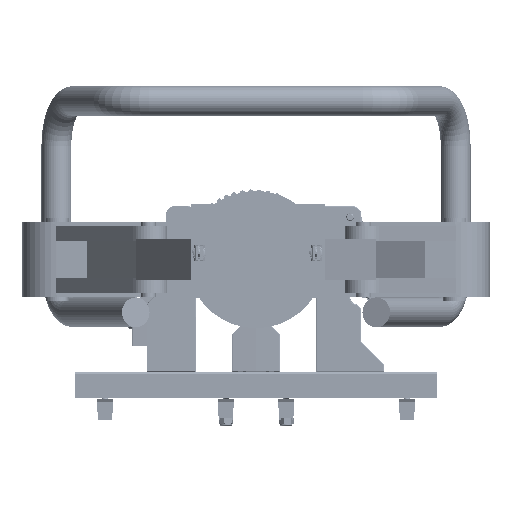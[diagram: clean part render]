
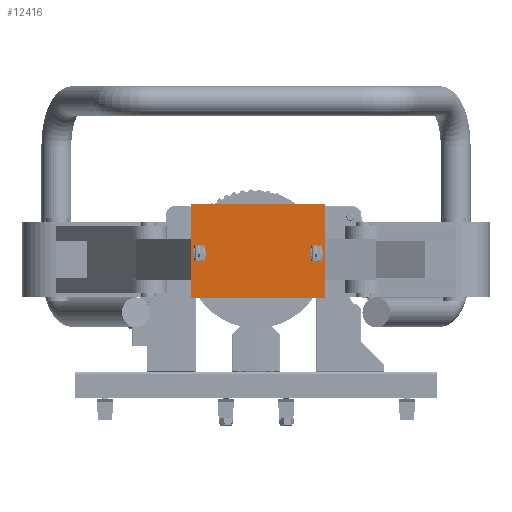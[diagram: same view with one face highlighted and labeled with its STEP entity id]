
A CAD part, front view. The second image highlights one B-rep face of the part: STEP entity #12416.
In plain terms, the highlighted planar face has unit normal (0, -1, 0).
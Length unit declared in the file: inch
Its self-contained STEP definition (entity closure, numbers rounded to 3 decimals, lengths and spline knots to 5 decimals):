
#1273 = VECTOR ( 'NONE', #23041, 39.37008 ) ;
#1678 = EDGE_CURVE ( 'NONE', #64975, #71623, #47289, .T. ) ;
#7418 = CARTESIAN_POINT ( 'NONE',  ( 1.9375, -1.5, 1.63281 ) ) ;
#7453 = EDGE_LOOP ( 'NONE', ( #61362, #33718 ) ) ;
#9065 = ORIENTED_EDGE ( 'NONE', *, *, #21432, .T. ) ;
#12416 = ADVANCED_FACE ( 'NONE', ( #66433, #84433, #25521 ), #53477, .F. ) ;
#12932 = VECTOR ( 'NONE', #86817, 39.37008 ) ;
#13066 = ORIENTED_EDGE ( 'NONE', *, *, #65693, .T. ) ;
#13631 = CIRCLE ( 'NONE', #63358, 0.13281 ) ;
#14606 = AXIS2_PLACEMENT_3D ( 'NONE', #17630, #71340, #25288 ) ;
#16071 = AXIS2_PLACEMENT_3D ( 'NONE', #31226, #85029, #38991 ) ;
#17630 = CARTESIAN_POINT ( 'NONE',  ( 1.9375, -1.5, 1.5 ) ) ;
#18713 = CARTESIAN_POINT ( 'NONE',  ( -1.9375, -1.5, 1.63281 ) ) ;
#19468 = LINE ( 'NONE', #83921, #39894 ) ;
#21432 = EDGE_CURVE ( 'NONE', #60232, #95846, #36454, .T. ) ;
#22321 = CARTESIAN_POINT ( 'NONE',  ( 2.21875, -1.5, 3.125 ) ) ;
#22459 = DIRECTION ( 'NONE',  ( 1., 0., 0. ) ) ;
#23041 = DIRECTION ( 'NONE',  ( 1., 0., 0. ) ) ;
#23067 = EDGE_CURVE ( 'NONE', #43783, #74922, #88144, .T. ) ;
#24719 = EDGE_CURVE ( 'NONE', #95846, #60232, #71096, .T. ) ;
#25288 = DIRECTION ( 'NONE',  ( 0., 0., 1. ) ) ;
#25521 = FACE_OUTER_BOUND ( 'NONE', #81017, .T. ) ;
#27310 = CARTESIAN_POINT ( 'NONE',  ( -1.9375, -1.5, 1.5 ) ) ;
#29210 = CARTESIAN_POINT ( 'NONE',  ( -2.21875, -1.5, 3.125 ) ) ;
#30829 = CARTESIAN_POINT ( 'NONE',  ( -2.21875, -1.5, 3.125 ) ) ;
#31226 = CARTESIAN_POINT ( 'NONE',  ( 1.9375, -1.5, 1.5 ) ) ;
#31511 = EDGE_CURVE ( 'NONE', #43783, #95383, #19468, .T. ) ;
#33040 = CARTESIAN_POINT ( 'NONE',  ( 2.21875, -1.5, 3.125 ) ) ;
#33718 = ORIENTED_EDGE ( 'NONE', *, *, #41289, .T. ) ;
#34993 = DIRECTION ( 'NONE',  ( 0., 0., 1. ) ) ;
#36454 = CIRCLE ( 'NONE', #14606, 0.13281 ) ;
#36799 = EDGE_LOOP ( 'NONE', ( #56992, #9065 ) ) ;
#38173 = CARTESIAN_POINT ( 'NONE',  ( -2.21875, -1.5, 0. ) ) ;
#38333 = DIRECTION ( 'NONE',  ( 0., 1., 0. ) ) ;
#38991 = DIRECTION ( 'NONE',  ( 0., 0., 1. ) ) ;
#39894 = VECTOR ( 'NONE', #22459, 39.37008 ) ;
#41027 = ORIENTED_EDGE ( 'NONE', *, *, #72435, .F. ) ;
#41289 = EDGE_CURVE ( 'NONE', #71623, #64975, #13631, .T. ) ;
#41319 = CARTESIAN_POINT ( 'NONE',  ( -1.9375, -1.5, 1.5 ) ) ;
#41815 = CARTESIAN_POINT ( 'NONE',  ( 1.9375, -1.5, 1.36719 ) ) ;
#42096 = LINE ( 'NONE', #38173, #1273 ) ;
#43783 = VERTEX_POINT ( 'NONE', #30829 ) ;
#47289 = CIRCLE ( 'NONE', #98379, 0.13281 ) ;
#49054 = DIRECTION ( 'NONE',  ( 0., 0., 1. ) ) ;
#50657 = ORIENTED_EDGE ( 'NONE', *, *, #23067, .T. ) ;
#53477 = PLANE ( 'NONE',  #72636 ) ;
#56992 = ORIENTED_EDGE ( 'NONE', *, *, #24719, .T. ) ;
#60232 = VERTEX_POINT ( 'NONE', #41815 ) ;
#61362 = ORIENTED_EDGE ( 'NONE', *, *, #1678, .T. ) ;
#62200 = ORIENTED_EDGE ( 'NONE', *, *, #31511, .F. ) ;
#63358 = AXIS2_PLACEMENT_3D ( 'NONE', #27310, #81103, #34993 ) ;
#64975 = VERTEX_POINT ( 'NONE', #18713 ) ;
#65693 = EDGE_CURVE ( 'NONE', #74922, #81226, #42096, .T. ) ;
#66433 = FACE_BOUND ( 'NONE', #36799, .T. ) ;
#67705 = VECTOR ( 'NONE', #75256, 39.37008 ) ;
#71096 = CIRCLE ( 'NONE', #16071, 0.13281 ) ;
#71340 = DIRECTION ( 'NONE',  ( 0., 1., 0. ) ) ;
#71623 = VERTEX_POINT ( 'NONE', #94399 ) ;
#72435 = EDGE_CURVE ( 'NONE', #95383, #81226, #74158, .T. ) ;
#72636 = AXIS2_PLACEMENT_3D ( 'NONE', #76632, #38333, #92092 ) ;
#74158 = LINE ( 'NONE', #33040, #12932 ) ;
#74922 = VERTEX_POINT ( 'NONE', #75196 ) ;
#75196 = CARTESIAN_POINT ( 'NONE',  ( -2.21875, -1.5, 0. ) ) ;
#75256 = DIRECTION ( 'NONE',  ( 0., 0., -1. ) ) ;
#76632 = CARTESIAN_POINT ( 'NONE',  ( -2.21875, -1.5, 3.125 ) ) ;
#81017 = EDGE_LOOP ( 'NONE', ( #13066, #41027, #62200, #50657 ) ) ;
#81103 = DIRECTION ( 'NONE',  ( 0., 1., 0. ) ) ;
#81226 = VERTEX_POINT ( 'NONE', #87919 ) ;
#83921 = CARTESIAN_POINT ( 'NONE',  ( -2.21875, -1.5, 3.125 ) ) ;
#84433 = FACE_BOUND ( 'NONE', #7453, .T. ) ;
#85029 = DIRECTION ( 'NONE',  ( 0., 1., 0. ) ) ;
#86817 = DIRECTION ( 'NONE',  ( 0., 0., -1. ) ) ;
#87919 = CARTESIAN_POINT ( 'NONE',  ( 2.21875, -1.5, 0. ) ) ;
#88144 = LINE ( 'NONE', #29210, #67705 ) ;
#92092 = DIRECTION ( 'NONE',  ( 0., 0., 1. ) ) ;
#94399 = CARTESIAN_POINT ( 'NONE',  ( -1.9375, -1.5, 1.36719 ) ) ;
#95105 = DIRECTION ( 'NONE',  ( 0., 1., 0. ) ) ;
#95383 = VERTEX_POINT ( 'NONE', #22321 ) ;
#95846 = VERTEX_POINT ( 'NONE', #7418 ) ;
#98379 = AXIS2_PLACEMENT_3D ( 'NONE', #41319, #95105, #49054 ) ;
